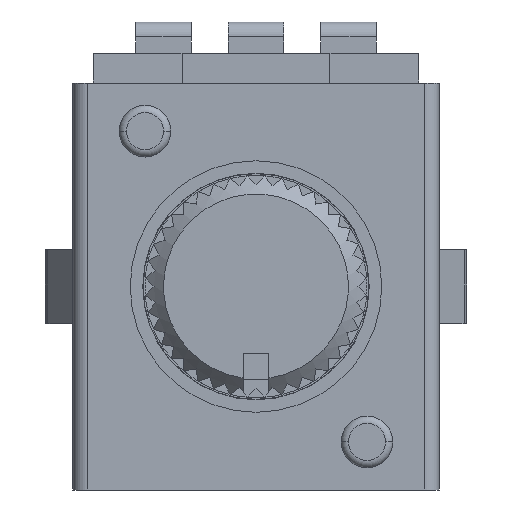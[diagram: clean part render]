
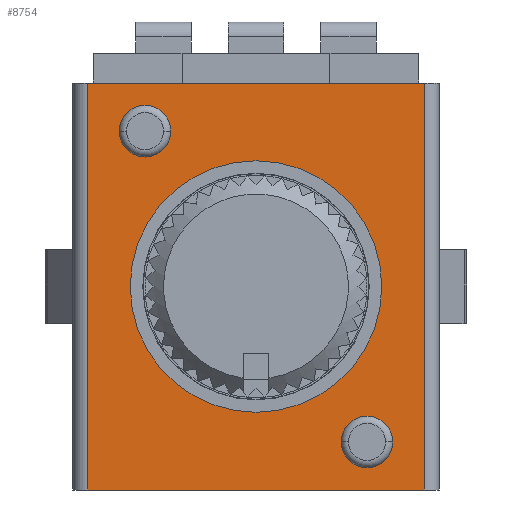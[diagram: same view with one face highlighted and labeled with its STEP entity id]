
A CAD part, front view. The second image highlights one B-rep face of the part: STEP entity #8754.
In plain terms, the highlighted planar face has unit normal (0, -1, 0).
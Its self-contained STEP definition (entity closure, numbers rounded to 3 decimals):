
#5033=DIRECTION('',(1.,0.,0.));
#5034=VECTOR('',#5033,9.1);
#5035=CARTESIAN_POINT('',(-4.55,-0.4,-5.5));
#5036=LINE('',#5035,#5034);
#5154=DIRECTION('',(0.,0.,-1.));
#5155=VECTOR('',#5154,11.);
#5156=CARTESIAN_POINT('',(-4.55,-0.4,5.5));
#5157=LINE('',#5156,#5155);
#5158=DIRECTION('',(1.,0.,0.));
#5159=VECTOR('',#5158,9.1);
#5160=CARTESIAN_POINT('',(-4.55,-0.4,5.5));
#5161=LINE('',#5160,#5159);
#5162=CARTESIAN_POINT('',(0.,-0.4,0.));
#5163=DIRECTION('',(0.,-1.,0.));
#5164=DIRECTION('',(1.,0.,0.));
#5165=AXIS2_PLACEMENT_3D('',#5162,#5163,#5164);
#5167=CARTESIAN_POINT('',(0.,-0.4,0.));
#5168=DIRECTION('',(0.,-1.,0.));
#5169=DIRECTION('',(-1.,0.,0.));
#5170=AXIS2_PLACEMENT_3D('',#5167,#5168,#5169);
#5172=CARTESIAN_POINT('',(3.,-0.4,-4.2));
#5173=DIRECTION('',(0.,-1.,0.));
#5174=DIRECTION('',(0.,0.,-1.));
#5175=AXIS2_PLACEMENT_3D('',#5172,#5173,#5174);
#5177=CARTESIAN_POINT('',(3.,-0.4,-4.2));
#5178=DIRECTION('',(0.,-1.,0.));
#5179=DIRECTION('',(0.,0.,1.));
#5180=AXIS2_PLACEMENT_3D('',#5177,#5178,#5179);
#5182=CARTESIAN_POINT('',(-3.,-0.4,4.2));
#5183=DIRECTION('',(0.,-1.,0.));
#5184=DIRECTION('',(0.,0.,1.));
#5185=AXIS2_PLACEMENT_3D('',#5182,#5183,#5184);
#5187=CARTESIAN_POINT('',(-3.,-0.4,4.2));
#5188=DIRECTION('',(0.,-1.,0.));
#5189=DIRECTION('',(0.,0.,-1.));
#5190=AXIS2_PLACEMENT_3D('',#5187,#5188,#5189);
#5192=DIRECTION('',(0.,0.,1.));
#5193=VECTOR('',#5192,11.);
#5194=CARTESIAN_POINT('',(4.55,-0.4,-5.5));
#5195=LINE('',#5194,#5193);
#6438=CARTESIAN_POINT('',(-4.55,-0.4,-5.5));
#6439=VERTEX_POINT('',#6438);
#6440=CARTESIAN_POINT('',(4.55,-0.4,-5.5));
#6441=VERTEX_POINT('',#6440);
#6498=CARTESIAN_POINT('',(3.4,-0.4,0.));
#6499=CARTESIAN_POINT('',(-3.4,-0.4,0.));
#6500=VERTEX_POINT('',#6498);
#6501=VERTEX_POINT('',#6499);
#6502=CARTESIAN_POINT('',(-4.55,-0.4,5.5));
#6503=VERTEX_POINT('',#6502);
#6504=CARTESIAN_POINT('',(4.55,-0.4,5.5));
#6505=VERTEX_POINT('',#6504);
#6506=CARTESIAN_POINT('',(3.,-0.4,-4.9));
#6507=CARTESIAN_POINT('',(3.,-0.4,-3.5));
#6508=VERTEX_POINT('',#6506);
#6509=VERTEX_POINT('',#6507);
#6510=CARTESIAN_POINT('',(-3.,-0.4,4.9));
#6511=CARTESIAN_POINT('',(-3.,-0.4,3.5));
#6512=VERTEX_POINT('',#6510);
#6513=VERTEX_POINT('',#6511);
#8724=CARTESIAN_POINT('',(-4.55,-0.4,-5.5));
#8725=DIRECTION('',(0.,-1.,0.));
#8726=DIRECTION('',(1.,0.,0.));
#8727=AXIS2_PLACEMENT_3D('',#8724,#8725,#8726);
#8728=PLANE('',#8727);
#8729=ORIENTED_EDGE('',*,*,#8569,.F.);
#8730=ORIENTED_EDGE('',*,*,#8719,.F.);
#8731=ORIENTED_EDGE('',*,*,#7458,.T.);
#8733=ORIENTED_EDGE('',*,*,#8732,.F.);
#8734=EDGE_LOOP('',(#8729,#8730,#8731,#8733));
#8735=FACE_OUTER_BOUND('',#8734,.F.);
#8737=ORIENTED_EDGE('',*,*,#8736,.T.);
#8739=ORIENTED_EDGE('',*,*,#8738,.T.);
#8740=EDGE_LOOP('',(#8737,#8739));
#8741=FACE_BOUND('',#8740,.F.);
#8743=ORIENTED_EDGE('',*,*,#8742,.T.);
#8745=ORIENTED_EDGE('',*,*,#8744,.T.);
#8746=EDGE_LOOP('',(#8743,#8745));
#8747=FACE_BOUND('',#8746,.F.);
#8749=ORIENTED_EDGE('',*,*,#8748,.T.);
#8751=ORIENTED_EDGE('',*,*,#8750,.T.);
#8752=EDGE_LOOP('',(#8749,#8751));
#8753=FACE_BOUND('',#8752,.F.);
#5166=CIRCLE('',#5165,3.4);
#5171=CIRCLE('',#5170,3.4);
#5176=CIRCLE('',#5175,0.7);
#5181=CIRCLE('',#5180,0.7);
#5186=CIRCLE('',#5185,0.7);
#5191=CIRCLE('',#5190,0.7);
#7458=EDGE_CURVE('',#6503,#6505,#5161,.T.);
#8569=EDGE_CURVE('',#6439,#6441,#5036,.T.);
#8719=EDGE_CURVE('',#6503,#6439,#5157,.T.);
#8732=EDGE_CURVE('',#6441,#6505,#5195,.T.);
#8736=EDGE_CURVE('',#6500,#6501,#5166,.T.);
#8738=EDGE_CURVE('',#6501,#6500,#5171,.T.);
#8742=EDGE_CURVE('',#6508,#6509,#5176,.T.);
#8744=EDGE_CURVE('',#6509,#6508,#5181,.T.);
#8748=EDGE_CURVE('',#6512,#6513,#5186,.T.);
#8750=EDGE_CURVE('',#6513,#6512,#5191,.T.);
#8754=ADVANCED_FACE('',(#8735,#8741,#8747,#8753),#8728,.T.);
